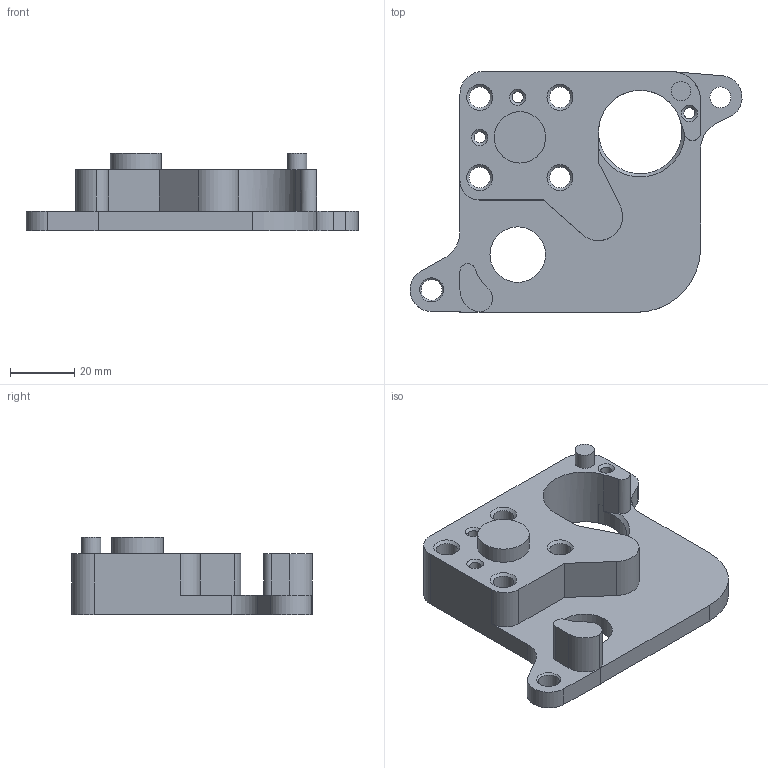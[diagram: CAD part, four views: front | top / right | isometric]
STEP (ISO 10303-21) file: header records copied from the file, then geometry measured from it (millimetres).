
FILE_DESCRIPTION(/* description */ (''),/* implementation_level */ '2;1');
FILE_NAME(/* name */ '',/* time_stamp */ '2025-03-13T19:53:23+03:00',/* author */ ('Edward_Higgins'),/* organization */ (''),/* preprocessor_version */ 'ST-DEVELOPER v20',/* originating_system */ 'Autodesk Inventor 2025',/* authorisation */ '');
FILE_SCHEMA (('AUTOMOTIVE_DESIGN { 1 0 10303 214 3 1 1 }'));
Length unit declared in the file: millimetre
Products named in the file (1): Пластина корпуса 
ноги_Зеркало
Bounding box: 103.48 x 75 x 24 mm (x, y, z)
Volume: 59047 mm3; surface area: 19406.1 mm2
Topology: 1 solids, 1 shells, 85 faces, 223 edges, 145 vertices
Faces by surface type: plane 42, cylinder 28, cone 15
Full cylindrical faces by diameter (mm): 3.5 x3, 6 x1, 6.5 x6, 16 x1, 17.3 x1, 26 x1
Entity records: 2714 total; most frequent: DIRECTION 469, CARTESIAN_POINT 463, ORIENTED_EDGE 446, EDGE_CURVE 223, AXIS2_PLACEMENT_3D 163, VERTEX_POINT 145, LINE 143, VECTOR 143
